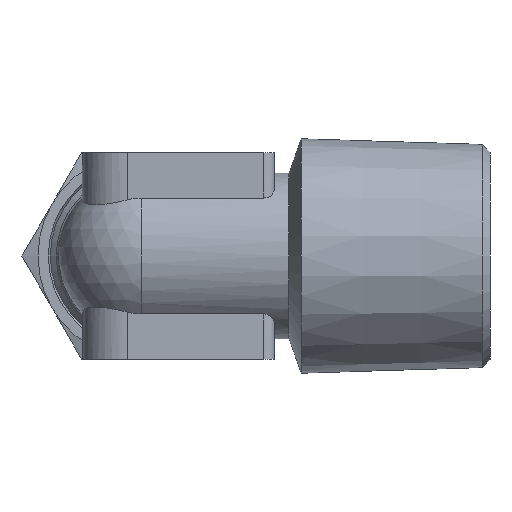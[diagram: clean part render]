
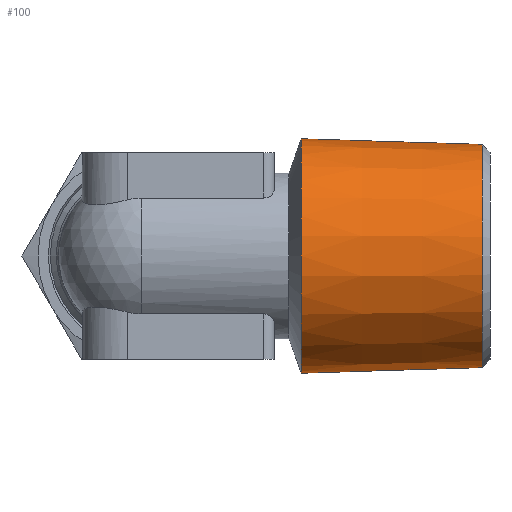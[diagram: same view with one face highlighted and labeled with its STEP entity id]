
A CAD part, left-side view. The second image highlights one B-rep face of the part: STEP entity #100.
In plain terms, the highlighted conical face has half-angle 1.788 degrees and reference radius 10.762 mm.
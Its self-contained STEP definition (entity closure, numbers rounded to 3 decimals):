
#100 = ADVANCED_FACE( '', ( #199, #200 ), #201, .T. );
#199 = FACE_BOUND( '', #342, .T. );
#200 = FACE_OUTER_BOUND( '', #343, .T. );
#201 = CONICAL_SURFACE( '', #344, 10.762, 0.031 );
#342 = EDGE_LOOP( '', ( #630 ) );
#343 = EDGE_LOOP( '', ( #631 ) );
#344 = AXIS2_PLACEMENT_3D( '', #632, #633, #634 );
#630 = ORIENTED_EDGE( '', *, *, #991, .F. );
#631 = ORIENTED_EDGE( '', *, *, #990, .T. );
#632 = CARTESIAN_POINT( '', ( 0., -14.684, 0. ) );
#633 = DIRECTION( '', ( 0., 1., 0. ) );
#634 = DIRECTION( '', ( 0., 0., 1. ) );
#990 = EDGE_CURVE( '', #1204, #1204, #1205, .T. );
#991 = EDGE_CURVE( '', #1206, #1206, #1207, .T. );
#1204 = VERTEX_POINT( '', #1679 );
#1205 = CIRCLE( '', #1680, 10.762 );
#1206 = VERTEX_POINT( '', #1681 );
#1207 = CIRCLE( '', #1682, 10.243 );
#1679 = CARTESIAN_POINT( '', ( 0., -14.684, -10.762 ) );
#1680 = AXIS2_PLACEMENT_3D( '', #1948, #1949, #1950 );
#1681 = CARTESIAN_POINT( '', ( 0., -31.302, -10.243 ) );
#1682 = AXIS2_PLACEMENT_3D( '', #1951, #1952, #1953 );
#1948 = CARTESIAN_POINT( '', ( 0., -14.684, 0. ) );
#1949 = DIRECTION( '', ( 0., -1., 0. ) );
#1950 = DIRECTION( '', ( 0., 0., -1. ) );
#1951 = CARTESIAN_POINT( '', ( 0., -31.302, 0. ) );
#1952 = DIRECTION( '', ( 0., -1., 0. ) );
#1953 = DIRECTION( '', ( 0., 0., -1. ) );
